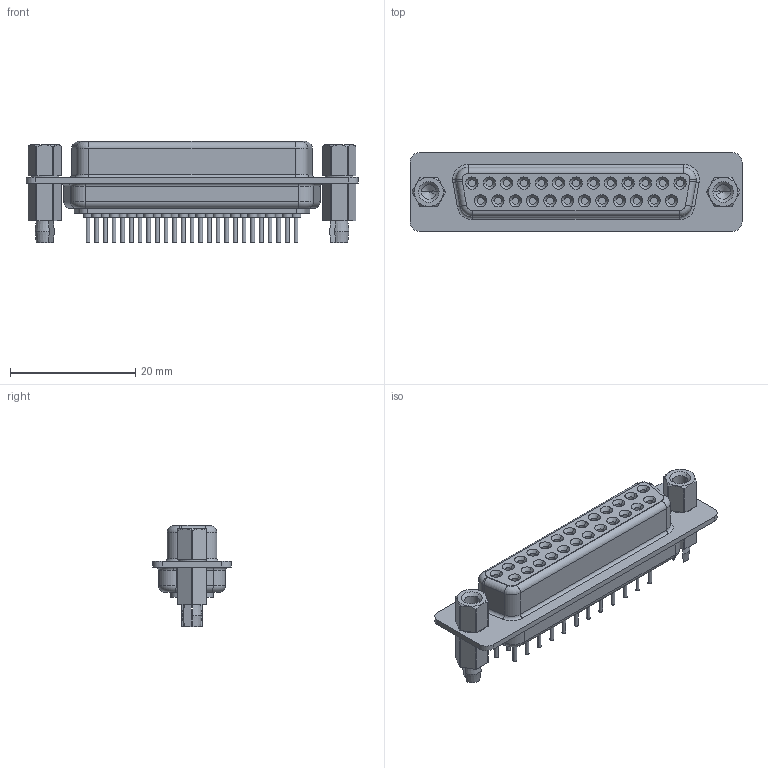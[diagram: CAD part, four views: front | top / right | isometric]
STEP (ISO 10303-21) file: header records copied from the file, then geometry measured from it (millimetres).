
FILE_DESCRIPTION (( 'STEP AP214' ), '1' );
FILE_NAME ('K85X-BD-25S-BRJ.STEP', '2014-01-16T17:31:01', ( '' ), ( '' ), 'SwSTEP 2.0', 'SolidWorks 2012', '' );
FILE_SCHEMA (( 'AUTOMOTIVE_DESIGN' ));
Length unit declared in the file: millimetre
Products named in the file (1): K85X-BD-25S-BRJ
Bounding box: 53.04 x 12.55 x 16.25 mm (x, y, z)
Volume: 4404.5 mm3; surface area: 3933.7 mm2
Topology: 1 solids, 1 shells, 495 faces, 1071 edges, 668 vertices
Faces by surface type: cylinder 242, plane 142, cone 86, torus 25
Entity records: 15301 total; most frequent: DIRECTION 2626, CARTESIAN_POINT 2403, ORIENTED_EDGE 2134, AXIS2_PLACEMENT_3D 1091, EDGE_CURVE 1067, VERTEX_POINT 668, CIRCLE 595, EDGE_LOOP 589
